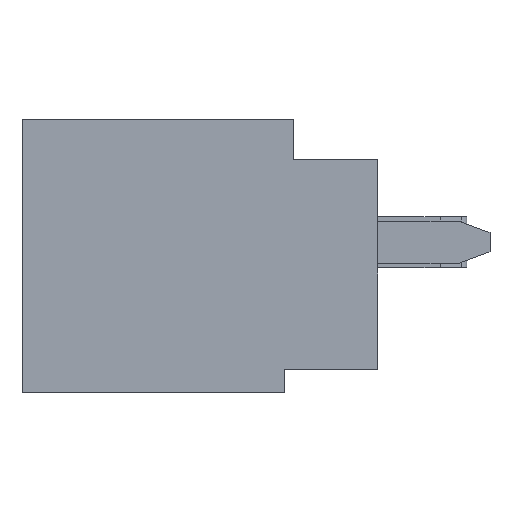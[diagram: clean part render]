
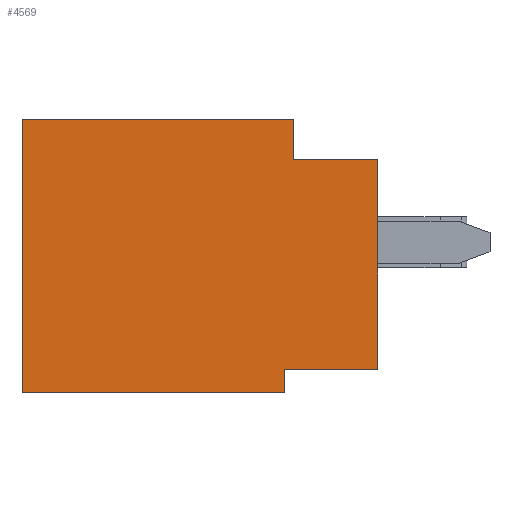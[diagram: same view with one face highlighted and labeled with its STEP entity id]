
A CAD part, left-side view. The second image highlights one B-rep face of the part: STEP entity #4569.
In plain terms, the highlighted planar face has unit normal (-1, 0, 0).
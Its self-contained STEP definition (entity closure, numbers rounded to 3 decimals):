
#452 = DIRECTION ( 'NONE',  ( 0., 0., -1. ) ) ;
#794 = CARTESIAN_POINT ( 'NONE',  ( -8.45, 8.4, 3.225 ) ) ;
#813 = CARTESIAN_POINT ( 'NONE',  ( -8.45, 8.4, 3.225 ) ) ;
#1029 = LINE ( 'NONE', #4824, #5567 ) ;
#1173 = VECTOR ( 'NONE', #1703, 1000. ) ;
#1392 = VECTOR ( 'NONE', #2088, 1000. ) ;
#1406 = EDGE_CURVE ( 'NONE', #1465, #7390, #1863, .T. ) ;
#1407 = VECTOR ( 'NONE', #5117, 1000. ) ;
#1420 = CARTESIAN_POINT ( 'NONE',  ( -8.45, 2., 3.225 ) ) ;
#1457 = DIRECTION ( 'NONE',  ( 0., 1., 0. ) ) ;
#1465 = VERTEX_POINT ( 'NONE', #6427 ) ;
#1545 = LINE ( 'NONE', #7858, #4864 ) ;
#1646 = VERTEX_POINT ( 'NONE', #2492 ) ;
#1682 = ORIENTED_EDGE ( 'NONE', *, *, #4841, .T. ) ;
#1703 = DIRECTION ( 'NONE',  ( 0., -1., 0. ) ) ;
#1715 = DIRECTION ( 'NONE',  ( 0., -1., 0. ) ) ;
#1863 = LINE ( 'NONE', #2090, #2647 ) ;
#1976 = LINE ( 'NONE', #1420, #1407 ) ;
#2020 = EDGE_LOOP ( 'NONE', ( #6707, #5418, #1682, #2039, #5264, #5444, #5247, #8002 ) ) ;
#2039 = ORIENTED_EDGE ( 'NONE', *, *, #3739, .T. ) ;
#2056 = CARTESIAN_POINT ( 'NONE',  ( -8.45, 8.4, -3.225 ) ) ;
#2088 = DIRECTION ( 'NONE',  ( 0., 0., 1. ) ) ;
#2090 = CARTESIAN_POINT ( 'NONE',  ( -8.45, 2.2, -3.225 ) ) ;
#2120 = CARTESIAN_POINT ( 'NONE',  ( -8.45, 2., 3.225 ) ) ;
#2492 = CARTESIAN_POINT ( 'NONE',  ( -8.45, 0., -2.675 ) ) ;
#2636 = CARTESIAN_POINT ( 'NONE',  ( -8.45, 0., 2.275 ) ) ;
#2647 = VECTOR ( 'NONE', #4596, 1000. ) ;
#2742 = EDGE_CURVE ( 'NONE', #5514, #5119, #1976, .T. ) ;
#2891 = PLANE ( 'NONE',  #6331 ) ;
#2984 = LINE ( 'NONE', #6657, #1173 ) ;
#3291 = EDGE_CURVE ( 'NONE', #7865, #1465, #1029, .T. ) ;
#3516 = DIRECTION ( 'NONE',  ( 0., 0., 1. ) ) ;
#3739 = EDGE_CURVE ( 'NONE', #7057, #5514, #6869, .T. ) ;
#4135 = DIRECTION ( 'NONE',  ( 1., 0., 0. ) ) ;
#4569 = ADVANCED_FACE ( 'NONE', ( #7416 ), #2891, .F. ) ;
#4596 = DIRECTION ( 'NONE',  ( 0., 0., 1. ) ) ;
#4753 = CARTESIAN_POINT ( 'NONE',  ( -8.45, 8.4, 3.225 ) ) ;
#4824 = CARTESIAN_POINT ( 'NONE',  ( -8.45, 8.4, -3.225 ) ) ;
#4841 = EDGE_CURVE ( 'NONE', #1646, #7057, #6522, .T. ) ;
#4864 = VECTOR ( 'NONE', #3516, 1000. ) ;
#4985 = VECTOR ( 'NONE', #5113, 1000. ) ;
#5010 = EDGE_CURVE ( 'NONE', #6468, #5119, #6625, .T. ) ;
#5113 = DIRECTION ( 'NONE',  ( 0., -1., 0. ) ) ;
#5117 = DIRECTION ( 'NONE',  ( 0., 0., 1. ) ) ;
#5119 = VERTEX_POINT ( 'NONE', #2120 ) ;
#5154 = VECTOR ( 'NONE', #1457, 1000. ) ;
#5185 = CARTESIAN_POINT ( 'NONE',  ( -8.45, 0., 3.225 ) ) ;
#5247 = ORIENTED_EDGE ( 'NONE', *, *, #7292, .F. ) ;
#5264 = ORIENTED_EDGE ( 'NONE', *, *, #2742, .T. ) ;
#5418 = ORIENTED_EDGE ( 'NONE', *, *, #7341, .T. ) ;
#5444 = ORIENTED_EDGE ( 'NONE', *, *, #5010, .F. ) ;
#5462 = CARTESIAN_POINT ( 'NONE',  ( -8.45, 2.2, -2.675 ) ) ;
#5514 = VERTEX_POINT ( 'NONE', #7796 ) ;
#5567 = VECTOR ( 'NONE', #1715, 1000. ) ;
#5762 = CARTESIAN_POINT ( 'NONE',  ( -8.45, 0., 2.275 ) ) ;
#6331 = AXIS2_PLACEMENT_3D ( 'NONE', #4753, #4135, #452 ) ;
#6427 = CARTESIAN_POINT ( 'NONE',  ( -8.45, 2.2, -3.225 ) ) ;
#6468 = VERTEX_POINT ( 'NONE', #813 ) ;
#6522 = LINE ( 'NONE', #5185, #1392 ) ;
#6625 = LINE ( 'NONE', #794, #4985 ) ;
#6657 = CARTESIAN_POINT ( 'NONE',  ( -8.45, 0., -2.675 ) ) ;
#6707 = ORIENTED_EDGE ( 'NONE', *, *, #1406, .T. ) ;
#6869 = LINE ( 'NONE', #5762, #5154 ) ;
#7057 = VERTEX_POINT ( 'NONE', #2636 ) ;
#7292 = EDGE_CURVE ( 'NONE', #7865, #6468, #1545, .T. ) ;
#7341 = EDGE_CURVE ( 'NONE', #7390, #1646, #2984, .T. ) ;
#7390 = VERTEX_POINT ( 'NONE', #5462 ) ;
#7416 = FACE_OUTER_BOUND ( 'NONE', #2020, .T. ) ;
#7796 = CARTESIAN_POINT ( 'NONE',  ( -8.45, 2., 2.275 ) ) ;
#7858 = CARTESIAN_POINT ( 'NONE',  ( -8.45, 8.4, 3.225 ) ) ;
#7865 = VERTEX_POINT ( 'NONE', #2056 ) ;
#8002 = ORIENTED_EDGE ( 'NONE', *, *, #3291, .T. ) ;
